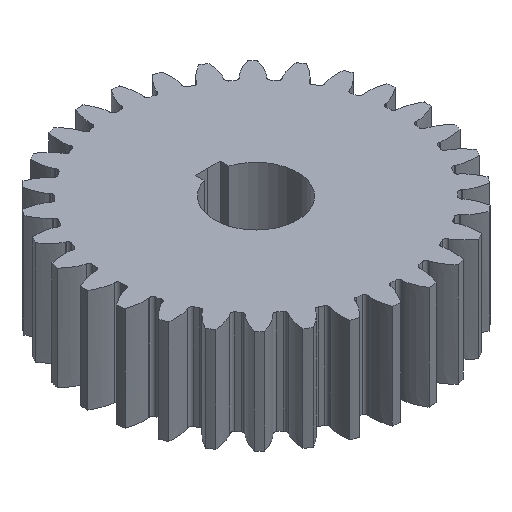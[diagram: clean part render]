
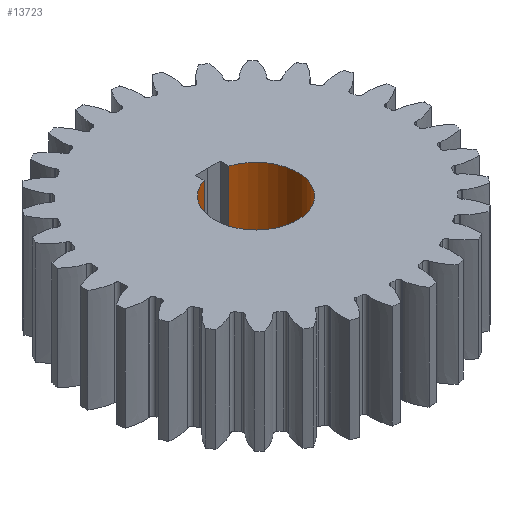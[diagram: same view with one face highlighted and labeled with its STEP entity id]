
A CAD part, isometric view. The second image highlights one B-rep face of the part: STEP entity #13723.
In plain terms, the highlighted cylindrical face has radius 20 mm (diameter 40 mm), a partial arc.
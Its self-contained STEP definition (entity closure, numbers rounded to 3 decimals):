
#13389=CARTESIAN_POINT('Vertex',(6.,19.079,50.)) ;
#13392=CARTESIAN_POINT('Axis2P3D Location',(0.,0.,50.)) ;
#13396=CARTESIAN_POINT('Vertex',(-6.,19.079,50.)) ;
#13665=CARTESIAN_POINT('Vertex',(-6.,19.079,0.)) ;
#13668=CARTESIAN_POINT('Axis2P3D Location',(0.,0.,0.)) ;
#13672=CARTESIAN_POINT('Vertex',(6.,19.079,0.)) ;
#13702=CARTESIAN_POINT('Axis2P3D Location',(0.,0.,25.)) ;
#13707=CARTESIAN_POINT('Line Origine',(-6.,19.079,25.)) ;
#13712=CARTESIAN_POINT('Line Origine',(6.,19.079,25.)) ;
#13393=DIRECTION('Axis2P3D Direction',(0.,0.,1.)) ;
#13669=DIRECTION('Axis2P3D Direction',(0.,0.,1.)) ;
#13703=DIRECTION('Axis2P3D Direction',(0.,0.,1.)) ;
#13704=DIRECTION('Axis2P3D XDirection',(-0.3,0.954,0.)) ;
#13708=DIRECTION('Vector Direction',(0.,0.,1.)) ;
#13713=DIRECTION('Vector Direction',(0.,0.,1.)) ;
#13394=AXIS2_PLACEMENT_3D('Circle Axis2P3D',#13392,#13393,$) ;
#13670=AXIS2_PLACEMENT_3D('Circle Axis2P3D',#13668,#13669,$) ;
#13705=AXIS2_PLACEMENT_3D('Cylinder Axis2P3D',#13702,#13703,#13704) ;
#13718=ORIENTED_EDGE('',*,*,#13711,.F.) ;
#13719=ORIENTED_EDGE('',*,*,#13398,.T.) ;
#13720=ORIENTED_EDGE('',*,*,#13716,.T.) ;
#13721=ORIENTED_EDGE('',*,*,#13674,.F.) ;
#13709=VECTOR('Line Direction',#13708,1.) ;
#13714=VECTOR('Line Direction',#13713,1.) ;
#13723=ADVANCED_FACE('PartBody',(#13722),#13706,.F.) ;
#13395=CIRCLE('generated circle',#13394,20.) ;
#13671=CIRCLE('generated circle',#13670,20.) ;
#13706=CYLINDRICAL_SURFACE('generated cylinder',#13705,20.) ;
#13398=EDGE_CURVE('',#13397,#13390,#13395,.T.) ;
#13674=EDGE_CURVE('',#13666,#13673,#13671,.T.) ;
#13711=EDGE_CURVE('',#13397,#13666,#13710,.F.) ;
#13716=EDGE_CURVE('',#13390,#13673,#13715,.F.) ;
#13717=EDGE_LOOP('',(#13718,#13719,#13720,#13721)) ;
#13722=FACE_OUTER_BOUND('',#13717,.T.) ;
#13710=LINE('Line',#13707,#13709) ;
#13715=LINE('Line',#13712,#13714) ;
#13390=VERTEX_POINT('',#13389) ;
#13397=VERTEX_POINT('',#13396) ;
#13666=VERTEX_POINT('',#13665) ;
#13673=VERTEX_POINT('',#13672) ;
